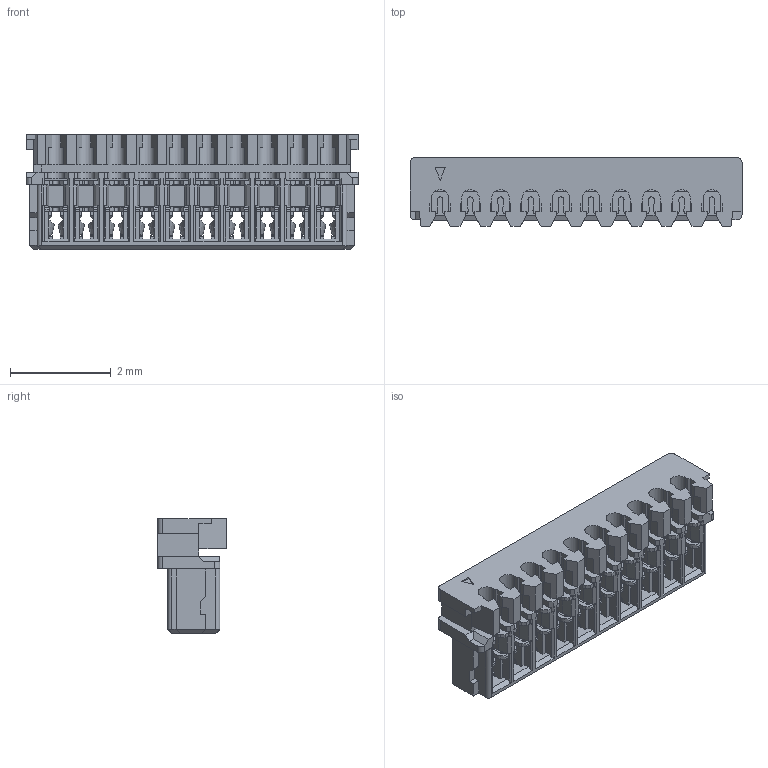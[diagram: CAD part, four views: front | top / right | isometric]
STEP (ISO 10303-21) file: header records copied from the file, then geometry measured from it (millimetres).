
FILE_DESCRIPTION(('CoCreate Modeling STEP Export'),'2;1');
FILE_NAME('WB0611H-10.stp','2021-09-09T11:37:07',(''),(''),'CoCreate Modeling STEP processor for AP214 (Solid Model)','CoCreate Modeling 16.00 13-May-2008 (C) Parametric Technology GmbH','');
FILE_SCHEMA(('AUTOMOTIVE_DESIGN { 1 0 10303 214 1 1 1 1 }'));
Length unit declared in the file: millimetre
Products named in the file (2): WB0611H-10XXXX
Assembly tree (1 placements, depth 2):
  WB0611H-10XXXX
    WB0611H-10XXXX
Bounding box: 6.6 x 1.37 x 2.28 mm (x, y, z)
Volume: 10.5 mm3; surface area: 112.5 mm2
Topology: 1 solids, 1 shells, 1694 faces, 4897 edges, 3147 vertices
Faces by surface type: plane 1304, cylinder 310, bspline 80
Entity records: 54063 total; most frequent: CARTESIAN_POINT 10266, ORIENTED_EDGE 9794, DIRECTION 8197, EDGE_CURVE 4897, VECTOR 4091, LINE 4091, VERTEX_POINT 3147, AXIS2_PLACEMENT_3D 2053
